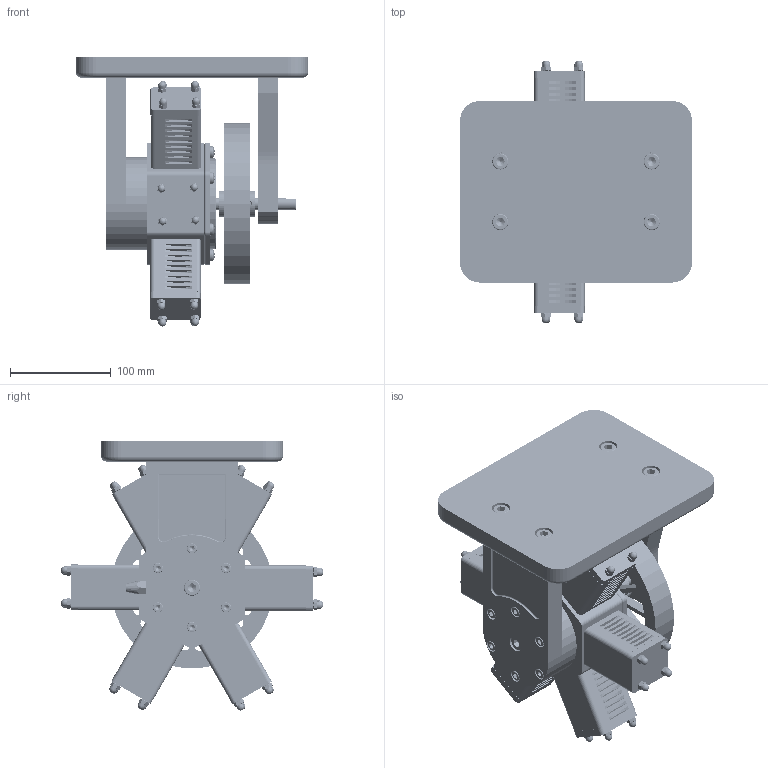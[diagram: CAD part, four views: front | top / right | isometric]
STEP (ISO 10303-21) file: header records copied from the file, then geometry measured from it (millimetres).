
FILE_DESCRIPTION(/* description */ (''),/* implementation_level */ '2;1');
FILE_NAME(/* name */ 'Motor.step',/* time_stamp */ '2017-02-03T15:25:47+01:00',/* author */ (''),/* organization */ (''),/* preprocessor_version */ 'ST-DEVELOPER v16.5',/* originating_system */ 'Autodesk Translation Framework v5.2.0.2920',/* authorisation */ '');
FILE_SCHEMA (('AUTOMOTIVE_DESIGN { 1 0 10303 214 3 1 1 }'));
Products named in the file (40): Motor v22; Valve; Valve Housing; Stand; Flywheel; Crankcase; Crankcase Gasket; Crankcase Cover; Assembly Crankshaft; Crankshaft; Crankshaft Valve Crank; Crankshaft Pin; Crankshaft Counterweight; Connecting Rod Hub; Bearing Stand; Bearing Holder; Obsahové centrum; DIN 625 SKF - SKF 6001 v1; ISO 2338 - 5 h8 x 32 v1; ISO 2338 M5 h8 v1; DIN 1587 - M5 x 0,8 v1; ISO 4762 - M6 x 45 v1; ISO 4762 - M10 x 25 v1; ISO 7045 - M6 x 16 - 4.8 - H v2; assembly cilinder; Assembly Piston; Assembly Piston_1; Assembly Piston_2; Assembly Piston_3; Assembly Piston_4; Cylinder Head; Cylinder; Cylinder head gasket; Assembly Piston_5; Piston; Priston Compression Ring; connecting rod; Cylinder head Bolt; ISO 4028 - M5 x 8 v1; Silencer M8
Assembly tree (141 placements, depth 4):
  Motor v22
    Valve
    Valve Housing
    Stand
    Flywheel
    Crankcase
    Crankcase Gasket
    Crankcase Cover
    Assembly Crankshaft
      Crankshaft
      Crankshaft Valve Crank
      Crankshaft Pin
      Crankshaft Counterweight  x2
    Connecting Rod Hub
    Bearing Stand
    Bearing Holder
    Obsahové centrum
      DIN 1587 - M5 x 0,8 v1  x24
      DIN 625 SKF - SKF 6001 v1
      ISO 2338 - 5 h8 x 32 v1
      ISO 2338 M5 h8 v1  x6
      ISO 4762 - M6 x 45 v1  x6
      ISO 4762 - M10 x 25 v1  x5
      ISO 7045 - M6 x 16 - 4.8 - H v2  x6
    assembly cilinder
      Assembly Piston
        Piston
        Priston Compression Ring  x2
      Assembly Piston_1
        Piston
        Priston Compression Ring  x2
      Assembly Piston_2
        Piston
        Priston Compression Ring  x2
      Assembly Piston_3
        Piston
        Priston Compression Ring  x2
      Assembly Piston_4
        Piston
        Priston Compression Ring  x2
      connecting rod  x6
      Cylinder head gasket  x6
      Cylinder Head  x6
      Cylinder  x6
      Cylinder head Bolt  x24
      Assembly Piston_5
        Piston
        Priston Compression Ring  x2
    ISO 4028 - M5 x 8 v1
    Silencer M8
Bounding box: 230 x 260 x 266.77 mm (x, y, z)
Volume: 2562507.1 mm3; surface area: 771163 mm2
Topology: 132 solids, 132 shells, 3857 faces, 9427 edges, 6067 vertices
Faces by surface type: cylinder 1532, plane 1391, cone 443, bspline 300, torus 154, sphere 37
Full cylindrical faces by diameter (mm): 3 x12, 3.5 x1, 4 x26, 4.134 x24, 5 x44, 5.459 x6, 5.884 x480, 6 x6, 6.779 x1, 7 x96, 7.5 x24, 8.526 x4, 10 x24, 11 x4, 12 x16, 12.779 x1, 13 x1, 14 x2, 16 x10, 17.12 x2, 18 x4, 20 x7, 22.88 x2, 24 x1, 25 x1, 26 x8, 28 x5, 29 x12, 30 x2, 32 x24
Entity records: 95851 total; most frequent: CARTESIAN_POINT 66864, ORIENTED_EDGE 5526, DIRECTION 5480, EDGE_CURVE 2763, AXIS2_PLACEMENT_3D 2410, VERTEX_POINT 1944, EDGE_LOOP 1871, ADVANCED_FACE 1227
